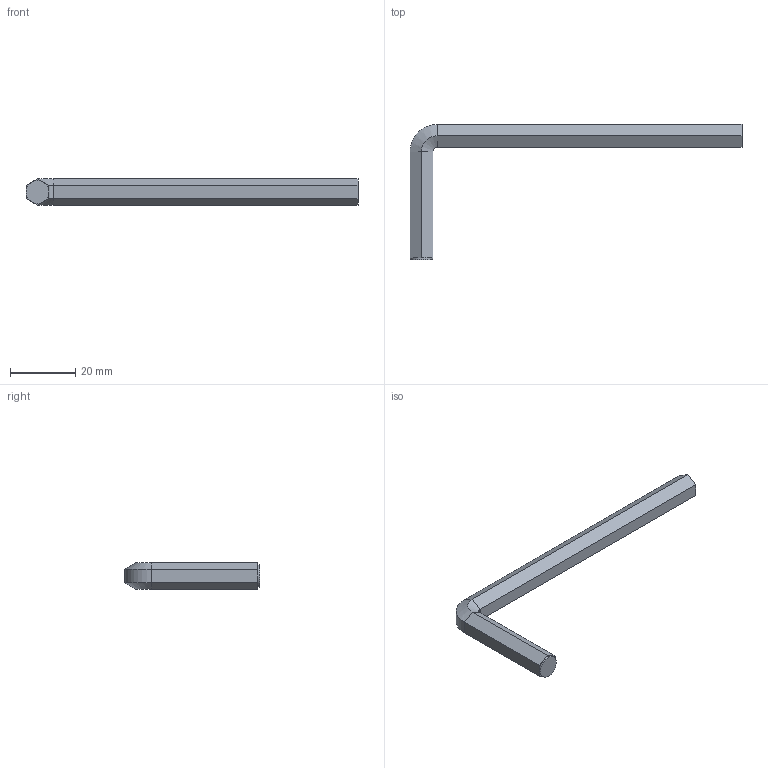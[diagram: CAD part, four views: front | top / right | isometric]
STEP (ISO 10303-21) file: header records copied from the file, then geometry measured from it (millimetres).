
FILE_DESCRIPTION (( 'STEP AP203' ), '1' );
FILE_NAME ('2352959_Default_sldprt.STEP', '2025-12-11T20:13:12', ( '' ), ( '' ), 'SwSTEP 2.0', 'SolidWorks 2025', '' );
FILE_SCHEMA (( 'CONFIG_CONTROL_DESIGN' ));
Length unit declared in the file: millimetre
Products named in the file (1): 2352959_Default_sldprt
Bounding box: 102 x 41.5 x 8.08 mm (x, y, z)
Volume: 5701.2 mm3; surface area: 3342.7 mm2
Topology: 1 solids, 1 shells, 28 faces, 60 edges, 34 vertices
Faces by surface type: plane 20, cylinder 4, cone 4
Entity records: 813 total; most frequent: DIRECTION 134, CARTESIAN_POINT 123, ORIENTED_EDGE 120, EDGE_CURVE 60, AXIS2_PLACEMENT_3D 45, VECTOR 44, LINE 44, VERTEX_POINT 34
